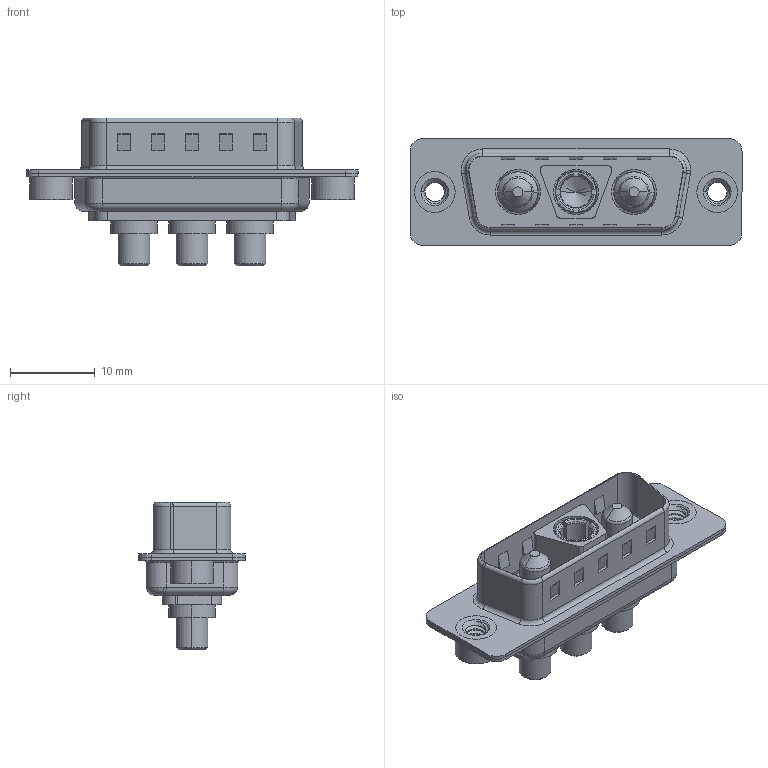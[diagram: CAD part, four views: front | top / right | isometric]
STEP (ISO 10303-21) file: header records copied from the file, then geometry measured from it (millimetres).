
FILE_DESCRIPTION (( 'STEP AP203' ), '1' );
FILE_NAME ('627-3WK3224-4N2.STEP', '2019-05-24T21:25:02', ( '' ), ( '' ), 'SwSTEP 2.0', 'SolidWorks 2016', '' );
FILE_SCHEMA (( 'CONFIG_CONTROL_DESIGN' ));
Length unit declared in the file: millimetre
Products named in the file (7): 627Combo Shell Rear_15 Contacts; 627Combo Shell Front_15 Contacts; 627Combo Threaded Rivet_2; Power Socket_40A S; Power Pin_40A S; 627-3WK3224-4N2; 627Combo Housing_3WK3
Assembly tree (8 placements, depth 2):
  627-3WK3224-4N2
    627Combo Housing_3WK3
    627Combo Shell Rear_15 Contacts
    627Combo Shell Front_15 Contacts
    627Combo Threaded Rivet_2  x2
    Power Socket_40A S
    Power Pin_40A S  x2
Bounding box: 39.15 x 12.6 x 17.4 mm (x, y, z)
Volume: 2207.1 mm3; surface area: 5113 mm2
Topology: 11 solids, 11 shells, 505 faces, 1253 edges, 789 vertices
Faces by surface type: cylinder 199, plane 193, torus 58, cone 43, bspline 12
Entity records: 15514 total; most frequent: CARTESIAN_POINT 4045, DIRECTION 2321, ORIENTED_EDGE 2186, EDGE_CURVE 1093, AXIS2_PLACEMENT_3D 874, VERTEX_POINT 693, VECTOR 573, LINE 573
